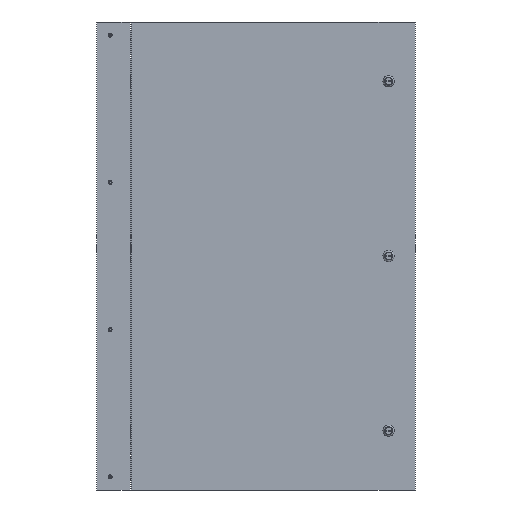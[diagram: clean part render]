
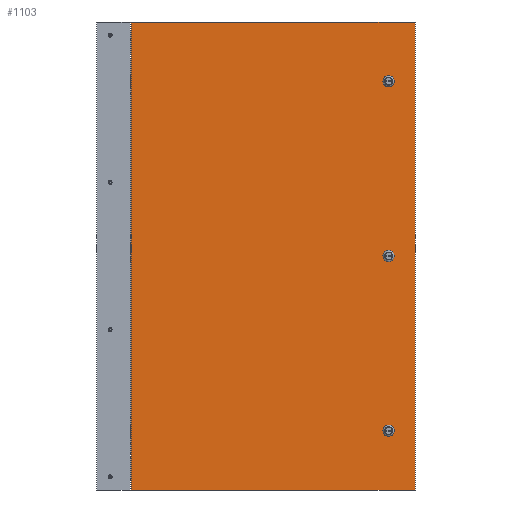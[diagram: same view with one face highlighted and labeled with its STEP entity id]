
A CAD part, front view. The second image highlights one B-rep face of the part: STEP entity #1103.
In plain terms, the highlighted planar face has unit normal (0, -1, 0).
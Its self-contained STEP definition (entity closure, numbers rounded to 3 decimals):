
#1103 = ADVANCED_FACE( '', ( #2486, #2487, #2488, #2489 ), #2490, .T. );
#2486 = FACE_BOUND( '', #6548, .T. );
#2487 = FACE_BOUND( '', #6549, .T. );
#2488 = FACE_BOUND( '', #6550, .T. );
#2489 = FACE_OUTER_BOUND( '', #6551, .T. );
#2490 = PLANE( '', #6552 );
#6548 = EDGE_LOOP( '', ( #33961, #33962, #33963, #33964 ) );
#6549 = EDGE_LOOP( '', ( #33965, #33966, #33967, #33968 ) );
#6550 = EDGE_LOOP( '', ( #33969, #33970, #33971, #33972 ) );
#6551 = EDGE_LOOP( '', ( #33973, #33974, #33975, #33976 ) );
#6552 = AXIS2_PLACEMENT_3D( '', #33977, #33978, #33979 );
#33961 = ORIENTED_EDGE( '', *, *, #38662, .F. );
#33962 = ORIENTED_EDGE( '', *, *, #38663, .F. );
#33963 = ORIENTED_EDGE( '', *, *, #38664, .F. );
#33964 = ORIENTED_EDGE( '', *, *, #38665, .F. );
#33965 = ORIENTED_EDGE( '', *, *, #38666, .F. );
#33966 = ORIENTED_EDGE( '', *, *, #38561, .F. );
#33967 = ORIENTED_EDGE( '', *, *, #38667, .F. );
#33968 = ORIENTED_EDGE( '', *, *, #38668, .F. );
#33969 = ORIENTED_EDGE( '', *, *, #38669, .F. );
#33970 = ORIENTED_EDGE( '', *, *, #38670, .F. );
#33971 = ORIENTED_EDGE( '', *, *, #38671, .F. );
#33972 = ORIENTED_EDGE( '', *, *, #38672, .F. );
#33973 = ORIENTED_EDGE( '', *, *, #38673, .T. );
#33974 = ORIENTED_EDGE( '', *, *, #38674, .T. );
#33975 = ORIENTED_EDGE( '', *, *, #38675, .T. );
#33976 = ORIENTED_EDGE( '', *, *, #38676, .T. );
#33977 = CARTESIAN_POINT( '', ( 0., 0., 0. ) );
#33978 = DIRECTION( '', ( 0., -1., 0. ) );
#33979 = DIRECTION( '', ( 0., 0., -1. ) );
#38561 = EDGE_CURVE( '', #40574, #40576, #40577, .T. );
#38662 = EDGE_CURVE( '', #40753, #40754, #40755, .T. );
#38663 = EDGE_CURVE( '', #40756, #40753, #40757, .T. );
#38664 = EDGE_CURVE( '', #40758, #40756, #40759, .T. );
#38665 = EDGE_CURVE( '', #40754, #40758, #40760, .T. );
#38666 = EDGE_CURVE( '', #40576, #40761, #40762, .T. );
#38667 = EDGE_CURVE( '', #40763, #40574, #40764, .T. );
#38668 = EDGE_CURVE( '', #40761, #40763, #40765, .T. );
#38669 = EDGE_CURVE( '', #40766, #40767, #40768, .T. );
#38670 = EDGE_CURVE( '', #40769, #40766, #40770, .T. );
#38671 = EDGE_CURVE( '', #40771, #40769, #40772, .T. );
#38672 = EDGE_CURVE( '', #40767, #40771, #40773, .T. );
#38673 = EDGE_CURVE( '', #40774, #40775, #40776, .T. );
#38674 = EDGE_CURVE( '', #40775, #40777, #40778, .T. );
#38675 = EDGE_CURVE( '', #40777, #40779, #40780, .T. );
#38676 = EDGE_CURVE( '', #40779, #40774, #40781, .T. );
#40574 = VERTEX_POINT( '', #43526 );
#40576 = VERTEX_POINT( '', #43529 );
#40577 = LINE( '', #43530, #43531 );
#40753 = VERTEX_POINT( '', #43991 );
#40754 = VERTEX_POINT( '', #43992 );
#40755 = CIRCLE( '', #43993, 9.716 );
#40756 = VERTEX_POINT( '', #43994 );
#40757 = LINE( '', #43995, #43996 );
#40758 = VERTEX_POINT( '', #43997 );
#40759 = CIRCLE( '', #43998, 9.716 );
#40760 = LINE( '', #43999, #44000 );
#40761 = VERTEX_POINT( '', #44001 );
#40762 = CIRCLE( '', #44002, 9.716 );
#40763 = VERTEX_POINT( '', #44003 );
#40764 = CIRCLE( '', #44004, 9.716 );
#40765 = LINE( '', #44005, #44006 );
#40766 = VERTEX_POINT( '', #44007 );
#40767 = VERTEX_POINT( '', #44008 );
#40768 = CIRCLE( '', #44009, 9.716 );
#40769 = VERTEX_POINT( '', #44010 );
#40770 = LINE( '', #44011, #44012 );
#40771 = VERTEX_POINT( '', #44013 );
#40772 = CIRCLE( '', #44014, 9.716 );
#40773 = LINE( '', #44015, #44016 );
#40774 = VERTEX_POINT( '', #44017 );
#40775 = VERTEX_POINT( '', #44018 );
#40776 = LINE( '', #44019, #44020 );
#40777 = VERTEX_POINT( '', #44021 );
#40778 = LINE( '', #44022, #44023 );
#40779 = VERTEX_POINT( '', #44024 );
#40780 = LINE( '', #44025, #44026 );
#40781 = LINE( '', #44027, #44028 );
#43526 = CARTESIAN_POINT( '', ( 243.078, 0., -5.322 ) );
#43529 = CARTESIAN_POINT( '', ( 243.078, 0., 5.322 ) );
#43530 = CARTESIAN_POINT( '', ( 243.078, 0., 5.322 ) );
#43531 = VECTOR( '', #49800, 1000. );
#43991 = CARTESIAN_POINT( '', ( 243.078, 0., 360.922 ) );
#43992 = CARTESIAN_POINT( '', ( 226.822, 0., 360.922 ) );
#43993 = AXIS2_PLACEMENT_3D( '', #49877, #49878, #49879 );
#43994 = CARTESIAN_POINT( '', ( 243.078, 0., 350.278 ) );
#43995 = CARTESIAN_POINT( '', ( 243.078, 0., 360.922 ) );
#43996 = VECTOR( '', #49880, 1000. );
#43997 = CARTESIAN_POINT( '', ( 226.822, 0., 350.278 ) );
#43998 = AXIS2_PLACEMENT_3D( '', #49881, #49882, #49883 );
#43999 = CARTESIAN_POINT( '', ( 226.822, 0., 360.922 ) );
#44000 = VECTOR( '', #49884, 1000. );
#44001 = CARTESIAN_POINT( '', ( 226.822, 0., 5.322 ) );
#44002 = AXIS2_PLACEMENT_3D( '', #49885, #49886, #49887 );
#44003 = CARTESIAN_POINT( '', ( 226.822, 0., -5.322 ) );
#44004 = AXIS2_PLACEMENT_3D( '', #49888, #49889, #49890 );
#44005 = CARTESIAN_POINT( '', ( 226.822, 0., 5.322 ) );
#44006 = VECTOR( '', #49891, 1000. );
#44007 = CARTESIAN_POINT( '', ( 243.078, 0., -350.278 ) );
#44008 = CARTESIAN_POINT( '', ( 226.822, 0., -350.278 ) );
#44009 = AXIS2_PLACEMENT_3D( '', #49892, #49893, #49894 );
#44010 = CARTESIAN_POINT( '', ( 243.078, 0., -360.922 ) );
#44011 = CARTESIAN_POINT( '', ( 243.078, 0., -350.278 ) );
#44012 = VECTOR( '', #49895, 1000. );
#44013 = CARTESIAN_POINT( '', ( 226.822, 0., -360.922 ) );
#44014 = AXIS2_PLACEMENT_3D( '', #49896, #49897, #49898 );
#44015 = CARTESIAN_POINT( '', ( 226.822, 0., -350.278 ) );
#44016 = VECTOR( '', #49899, 1000. );
#44017 = CARTESIAN_POINT( '', ( -288.925, 0., 476.25 ) );
#44018 = CARTESIAN_POINT( '', ( -288.925, 0., -476.25 ) );
#44019 = CARTESIAN_POINT( '', ( -288.925, 0., 476.25 ) );
#44020 = VECTOR( '', #49900, 1000. );
#44021 = CARTESIAN_POINT( '', ( 288.925, 0., -476.25 ) );
#44022 = CARTESIAN_POINT( '', ( -288.925, 0., -476.25 ) );
#44023 = VECTOR( '', #49901, 1000. );
#44024 = CARTESIAN_POINT( '', ( 288.925, 0., 476.25 ) );
#44025 = CARTESIAN_POINT( '', ( 288.925, 0., -476.25 ) );
#44026 = VECTOR( '', #49902, 1000. );
#44027 = CARTESIAN_POINT( '', ( 288.925, 0., 476.25 ) );
#44028 = VECTOR( '', #49903, 1000. );
#49800 = DIRECTION( '', ( 0., 0., 1. ) );
#49877 = CARTESIAN_POINT( '', ( 234.95, 0., 355.6 ) );
#49878 = DIRECTION( '', ( 0., -1., 0. ) );
#49879 = DIRECTION( '', ( 1., 0., 0. ) );
#49880 = DIRECTION( '', ( 0., 0., 1. ) );
#49881 = CARTESIAN_POINT( '', ( 234.95, 0., 355.6 ) );
#49882 = DIRECTION( '', ( 0., -1., 0. ) );
#49883 = DIRECTION( '', ( 1., 0., 0. ) );
#49884 = DIRECTION( '', ( 0., 0., -1. ) );
#49885 = CARTESIAN_POINT( '', ( 234.95, 0., 0. ) );
#49886 = DIRECTION( '', ( 0., -1., 0. ) );
#49887 = DIRECTION( '', ( 1., 0., 0. ) );
#49888 = CARTESIAN_POINT( '', ( 234.95, 0., 0. ) );
#49889 = DIRECTION( '', ( 0., -1., 0. ) );
#49890 = DIRECTION( '', ( 1., 0., 0. ) );
#49891 = DIRECTION( '', ( 0., 0., -1. ) );
#49892 = CARTESIAN_POINT( '', ( 234.95, 0., -355.6 ) );
#49893 = DIRECTION( '', ( 0., -1., 0. ) );
#49894 = DIRECTION( '', ( 1., 0., 0. ) );
#49895 = DIRECTION( '', ( 0., 0., 1. ) );
#49896 = CARTESIAN_POINT( '', ( 234.95, 0., -355.6 ) );
#49897 = DIRECTION( '', ( 0., -1., 0. ) );
#49898 = DIRECTION( '', ( 1., 0., 0. ) );
#49899 = DIRECTION( '', ( 0., 0., -1. ) );
#49900 = DIRECTION( '', ( 0., 0., -1. ) );
#49901 = DIRECTION( '', ( 1., 0., 0. ) );
#49902 = DIRECTION( '', ( 0., 0., 1. ) );
#49903 = DIRECTION( '', ( -1., 0., 0. ) );
